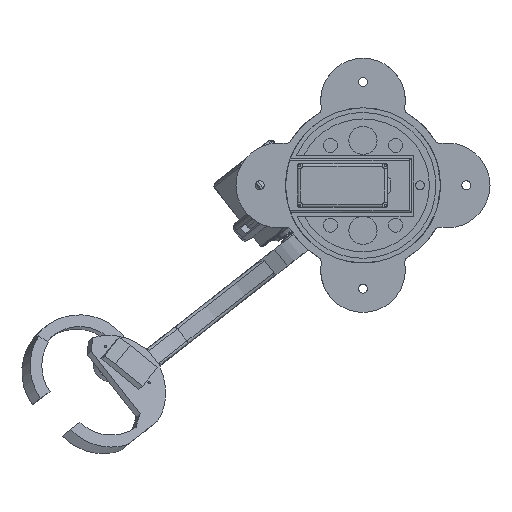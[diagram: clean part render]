
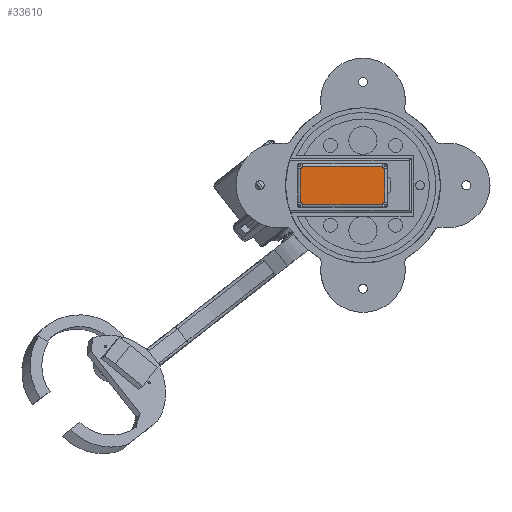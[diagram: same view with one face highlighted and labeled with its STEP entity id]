
A CAD part, front view. The second image highlights one B-rep face of the part: STEP entity #33610.
In plain terms, the highlighted planar face has unit normal (0, -1, 0).
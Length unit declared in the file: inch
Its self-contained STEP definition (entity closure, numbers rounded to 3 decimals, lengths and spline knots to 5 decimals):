
#519 = VECTOR ( 'NONE', #6444, 39.37008 ) ;
#1089 = VERTEX_POINT ( 'NONE', #33290 ) ;
#2317 = LINE ( 'NONE', #20845, #519 ) ;
#3539 = AXIS2_PLACEMENT_3D ( 'NONE', #46471, #35518, #9656 ) ;
#3790 = CARTESIAN_POINT ( 'NONE',  ( -0.75591, 0., -0.35039 ) ) ;
#4094 = ORIENTED_EDGE ( 'NONE', *, *, #34089, .T. ) ;
#4322 = CARTESIAN_POINT ( 'NONE',  ( 0.70533, 0., 0.34252 ) ) ;
#5091 = AXIS2_PLACEMENT_3D ( 'NONE', #3790, #11581, #25758 ) ;
#6423 = VERTEX_POINT ( 'NONE', #10594 ) ;
#6444 = DIRECTION ( 'NONE',  ( 1., 0., 0. ) ) ;
#6667 = CIRCLE ( 'NONE', #3539, 0.05118 ) ;
#7344 = AXIS2_PLACEMENT_3D ( 'NONE', #14144, #10956, #25863 ) ;
#8398 = EDGE_CURVE ( 'NONE', #6423, #21352, #23829, .T. ) ;
#8771 = VERTEX_POINT ( 'NONE', #47726 ) ;
#8776 = DIRECTION ( 'NONE',  ( 0., 0., 1. ) ) ;
#8978 = ORIENTED_EDGE ( 'NONE', *, *, #22095, .T. ) ;
#9452 = CARTESIAN_POINT ( 'NONE',  ( -0.74803, 0., 0. ) ) ;
#9656 = DIRECTION ( 'NONE',  ( 0., 0., -1. ) ) ;
#9759 = VECTOR ( 'NONE', #8776, 39.37008 ) ;
#10594 = CARTESIAN_POINT ( 'NONE',  ( 0.70533, 0., -0.34252 ) ) ;
#10956 = DIRECTION ( 'NONE',  ( 0., 1., 0. ) ) ;
#11581 = DIRECTION ( 'NONE',  ( 0., 1., 0. ) ) ;
#13764 = ORIENTED_EDGE ( 'NONE', *, *, #35689, .F. ) ;
#14122 = CIRCLE ( 'NONE', #17217, 0.05118 ) ;
#14144 = CARTESIAN_POINT ( 'NONE',  ( 0.75591, 0., -0.35039 ) ) ;
#14145 = PLANE ( 'NONE',  #35395 ) ;
#16390 = CARTESIAN_POINT ( 'NONE',  ( 0.74803, 0., -0.29982 ) ) ;
#16710 = LINE ( 'NONE', #35034, #43270 ) ;
#17217 = AXIS2_PLACEMENT_3D ( 'NONE', #45535, #34122, #38237 ) ;
#17653 = VERTEX_POINT ( 'NONE', #4322 ) ;
#20725 = CARTESIAN_POINT ( 'NONE',  ( -0.74803, 0., 0.29982 ) ) ;
#20845 = CARTESIAN_POINT ( 'NONE',  ( 0., 0., -0.34252 ) ) ;
#20954 = CARTESIAN_POINT ( 'NONE',  ( 0.74803, 0., 0. ) ) ;
#21352 = VERTEX_POINT ( 'NONE', #16390 ) ;
#22095 = EDGE_CURVE ( 'NONE', #42488, #39579, #42850, .T. ) ;
#22623 = ORIENTED_EDGE ( 'NONE', *, *, #8398, .T. ) ;
#23829 = CIRCLE ( 'NONE', #7344, 0.05118 ) ;
#24589 = CIRCLE ( 'NONE', #5091, 0.05118 ) ;
#25461 = ORIENTED_EDGE ( 'NONE', *, *, #42438, .T. ) ;
#25718 = VERTEX_POINT ( 'NONE', #44414 ) ;
#25758 = DIRECTION ( 'NONE',  ( 0., 0., -1. ) ) ;
#25863 = DIRECTION ( 'NONE',  ( 0., 0., -1. ) ) ;
#26362 = EDGE_CURVE ( 'NONE', #1089, #42488, #14122, .T. ) ;
#27081 = DIRECTION ( 'NONE',  ( 0., 0., -1. ) ) ;
#27737 = DIRECTION ( 'NONE',  ( 1., 0., 0. ) ) ;
#27828 = ORIENTED_EDGE ( 'NONE', *, *, #43195, .T. ) ;
#30284 = EDGE_LOOP ( 'NONE', ( #27828, #22623, #25461, #4094, #13764, #42424, #8978, #42297 ) ) ;
#31601 = VECTOR ( 'NONE', #47224, 39.37008 ) ;
#32189 = LINE ( 'NONE', #20954, #9759 ) ;
#33290 = CARTESIAN_POINT ( 'NONE',  ( -0.70533, 0., 0.34252 ) ) ;
#33610 = ADVANCED_FACE ( 'NONE', ( #44595 ), #14145, .T. ) ;
#34089 = EDGE_CURVE ( 'NONE', #8771, #17653, #6667, .T. ) ;
#34122 = DIRECTION ( 'NONE',  ( 0., 1., 0. ) ) ;
#34299 = EDGE_CURVE ( 'NONE', #39579, #25718, #24589, .T. ) ;
#35034 = CARTESIAN_POINT ( 'NONE',  ( -0.79528, 0., 0.34252 ) ) ;
#35395 = AXIS2_PLACEMENT_3D ( 'NONE', #41184, #41426, #27081 ) ;
#35518 = DIRECTION ( 'NONE',  ( 0., 1., 0. ) ) ;
#35689 = EDGE_CURVE ( 'NONE', #1089, #17653, #16710, .T. ) ;
#38237 = DIRECTION ( 'NONE',  ( 0., 0., -1. ) ) ;
#39579 = VERTEX_POINT ( 'NONE', #41686 ) ;
#41184 = CARTESIAN_POINT ( 'NONE',  ( 0., 0., 0. ) ) ;
#41426 = DIRECTION ( 'NONE',  ( 0., -1., 0. ) ) ;
#41686 = CARTESIAN_POINT ( 'NONE',  ( -0.74803, 0., -0.29982 ) ) ;
#42297 = ORIENTED_EDGE ( 'NONE', *, *, #34299, .T. ) ;
#42424 = ORIENTED_EDGE ( 'NONE', *, *, #26362, .T. ) ;
#42438 = EDGE_CURVE ( 'NONE', #21352, #8771, #32189, .T. ) ;
#42488 = VERTEX_POINT ( 'NONE', #20725 ) ;
#42850 = LINE ( 'NONE', #9452, #31601 ) ;
#43195 = EDGE_CURVE ( 'NONE', #25718, #6423, #2317, .T. ) ;
#43270 = VECTOR ( 'NONE', #27737, 39.37008 ) ;
#44414 = CARTESIAN_POINT ( 'NONE',  ( -0.70533, 0., -0.34252 ) ) ;
#44595 = FACE_OUTER_BOUND ( 'NONE', #30284, .T. ) ;
#45535 = CARTESIAN_POINT ( 'NONE',  ( -0.75591, 0., 0.35039 ) ) ;
#46471 = CARTESIAN_POINT ( 'NONE',  ( 0.75591, 0., 0.35039 ) ) ;
#47224 = DIRECTION ( 'NONE',  ( 0., 0., -1. ) ) ;
#47726 = CARTESIAN_POINT ( 'NONE',  ( 0.74803, 0., 0.29982 ) ) ;
